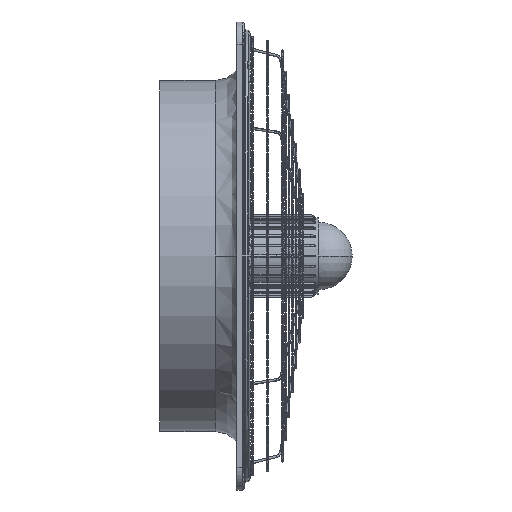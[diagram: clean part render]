
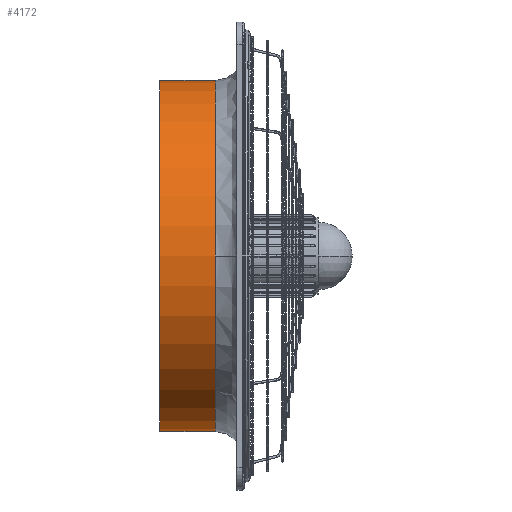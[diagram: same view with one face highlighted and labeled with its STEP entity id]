
A CAD part, front view. The second image highlights one B-rep face of the part: STEP entity #4172.
In plain terms, the highlighted cylindrical face has radius 307.5 mm (diameter 615 mm), a partial arc.
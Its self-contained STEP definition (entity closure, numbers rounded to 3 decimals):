
#876 = ORIENTED_EDGE ( 'NONE', *, *, #11554, .F. ) ;
#1299 = VERTEX_POINT ( 'NONE', #17053 ) ;
#2997 = CARTESIAN_POINT ( 'NONE',  ( -287.499, -464., -307.5 ) ) ;
#3381 = CIRCLE ( 'NONE', #7803, 307.5 ) ;
#4007 = CARTESIAN_POINT ( 'NONE',  ( -287.499, -464., 0. ) ) ;
#4051 = DIRECTION ( 'NONE',  ( 0., 0., -1. ) ) ;
#4172 = ADVANCED_FACE ( 'NONE', ( #7997 ), #21733, .T. ) ;
#5851 = DIRECTION ( 'NONE',  ( -1., 0., 0. ) ) ;
#6139 = EDGE_CURVE ( 'NONE', #12913, #1299, #12944, .T. ) ;
#6760 = EDGE_CURVE ( 'NONE', #1299, #7909, #24954, .T. ) ;
#7085 = VERTEX_POINT ( 'NONE', #12341 ) ;
#7377 = ORIENTED_EDGE ( 'NONE', *, *, #9646, .T. ) ;
#7475 = ORIENTED_EDGE ( 'NONE', *, *, #6760, .T. ) ;
#7491 = AXIS2_PLACEMENT_3D ( 'NONE', #4007, #5851, #25634 ) ;
#7664 = LINE ( 'NONE', #23843, #26578 ) ;
#7803 = AXIS2_PLACEMENT_3D ( 'NONE', #10498, #8320, #4051 ) ;
#7909 = VERTEX_POINT ( 'NONE', #23786 ) ;
#7997 = FACE_OUTER_BOUND ( 'NONE', #20304, .T. ) ;
#8320 = DIRECTION ( 'NONE',  ( -1., 0., 0. ) ) ;
#8700 = CARTESIAN_POINT ( 'NONE',  ( -384.534, -464., -307.5 ) ) ;
#9646 = EDGE_CURVE ( 'NONE', #12801, #12913, #7664, .T. ) ;
#9774 = ORIENTED_EDGE ( 'NONE', *, *, #15924, .F. ) ;
#10498 = CARTESIAN_POINT ( 'NONE',  ( -384.534, -464., 0. ) ) ;
#10947 = DIRECTION ( 'NONE',  ( 1., 0., 0. ) ) ;
#11088 = CARTESIAN_POINT ( 'NONE',  ( -336.016, -464., 0. ) ) ;
#11234 = AXIS2_PLACEMENT_3D ( 'NONE', #11088, #13854, #15946 ) ;
#11554 = EDGE_CURVE ( 'NONE', #7085, #7909, #14152, .T. ) ;
#12341 = CARTESIAN_POINT ( 'NONE',  ( -384.534, -464., 307.5 ) ) ;
#12801 = VERTEX_POINT ( 'NONE', #8700 ) ;
#12913 = VERTEX_POINT ( 'NONE', #2997 ) ;
#12944 = CIRCLE ( 'NONE', #7491, 307.5 ) ;
#13580 = ORIENTED_EDGE ( 'NONE', *, *, #6139, .T. ) ;
#13854 = DIRECTION ( 'NONE',  ( 1., 0., 0. ) ) ;
#14152 = LINE ( 'NONE', #19474, #19639 ) ;
#14991 = DIRECTION ( 'NONE',  ( 0., 1., 0. ) ) ;
#15924 = EDGE_CURVE ( 'NONE', #12801, #7085, #3381, .T. ) ;
#15946 = DIRECTION ( 'NONE',  ( 0., 0., -1. ) ) ;
#17053 = CARTESIAN_POINT ( 'NONE',  ( -287.499, -771.5, 0. ) ) ;
#17300 = DIRECTION ( 'NONE',  ( -1., 0., 0. ) ) ;
#19474 = CARTESIAN_POINT ( 'NONE',  ( -336.016, -464., 307.5 ) ) ;
#19639 = VECTOR ( 'NONE', #28115, 1000. ) ;
#20304 = EDGE_LOOP ( 'NONE', ( #876, #9774, #7377, #13580, #7475 ) ) ;
#21733 = CYLINDRICAL_SURFACE ( 'NONE', #11234, 307.5 ) ;
#23786 = CARTESIAN_POINT ( 'NONE',  ( -287.499, -464., 307.5 ) ) ;
#23843 = CARTESIAN_POINT ( 'NONE',  ( -336.016, -464., -307.5 ) ) ;
#24954 = CIRCLE ( 'NONE', #27020, 307.5 ) ;
#25634 = DIRECTION ( 'NONE',  ( 0., 1., 0. ) ) ;
#26578 = VECTOR ( 'NONE', #10947, 1000. ) ;
#27020 = AXIS2_PLACEMENT_3D ( 'NONE', #28053, #17300, #14991 ) ;
#28053 = CARTESIAN_POINT ( 'NONE',  ( -287.499, -464., 0. ) ) ;
#28115 = DIRECTION ( 'NONE',  ( 1., 0., 0. ) ) ;
